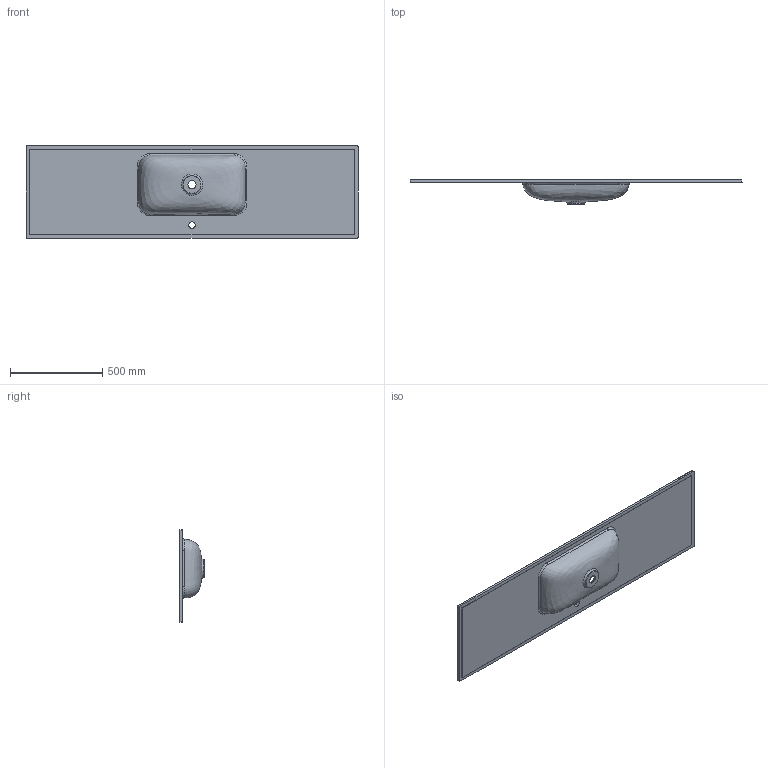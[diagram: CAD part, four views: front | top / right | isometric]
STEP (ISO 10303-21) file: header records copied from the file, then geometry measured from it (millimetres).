
FILE_DESCRIPTION (( 'STEP AP214' ), '1' );
FILE_NAME ('Della 1800.STEP', '2023-04-24T10:43:09', ( 'User Windows' ), ( '' ), 'SwSTEP 2.0', 'SolidWorks 2020', '' );
FILE_SCHEMA (( 'AUTOMOTIVE_DESIGN' ));
Length unit declared in the file: millimetre
Products named in the file (1): Della 1800
Bounding box: 1800 x 134 x 500 mm (x, y, z)
Volume: 14175002.4 mm3; surface area: 2050779.1 mm2
Topology: 1 solids, 1 shells, 48 faces, 131 edges, 86 vertices
Faces by surface type: bspline 23, plane 12, cylinder 10, cone 3
Full cylindrical faces by diameter (mm): 25 x1, 35 x1
Entity records: 26184 total; most frequent: CARTESIAN_POINT 25182, ORIENTED_EDGE 232, DIRECTION 144, EDGE_CURVE 116, VERTEX_POINT 79, EDGE_LOOP 63, AXIS2_PLACEMENT_3D 56, FACE_OUTER_BOUND 53
